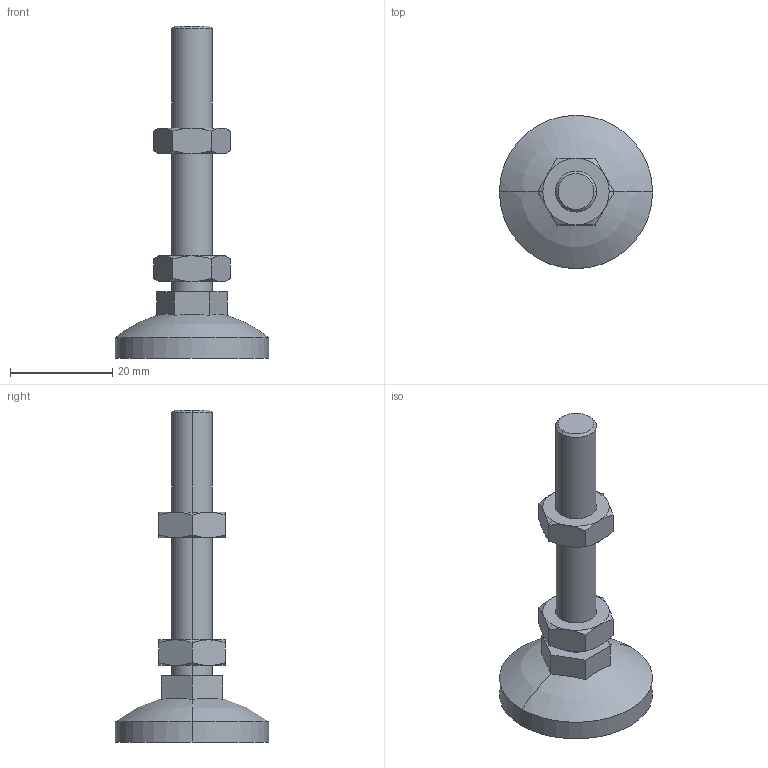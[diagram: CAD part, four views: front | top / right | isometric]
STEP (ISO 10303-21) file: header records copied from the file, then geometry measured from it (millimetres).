
FILE_DESCRIPTION(('STEP AP214'),'1');
FILE_NAME('cctmp_99F3E7CA-72D4-423D-A855-9D6DCF77C216_2020_1_9_16_24_7_322..stp','2020-01-09T15:24:07',('Bosch Rexroth AG'),('CADClick - www.CADClick.com'),'Spatial InterOp 3D',' ','unknown authorization - (Healing Option Enabled)');
FILE_SCHEMA(('AUTOMOTIVE_DESIGN'));
Length unit declared in the file: millimetre
Products named in the file (1): 2020_01_09__16-24-07-322
Bounding box: 30 x 30 x 65 mm (x, y, z)
Volume: 7998.9 mm3; surface area: 4556 mm2
Topology: 1 solids, 1 shells, 83 faces, 176 edges, 102 vertices
Faces by surface type: cone 34, plane 27, cylinder 16, sphere 6
Entity records: 3110 total; most frequent: CARTESIAN_POINT 698, DIRECTION 362, ORIENTED_EDGE 352, EDGE_CURVE 176, AXIS2_PLACEMENT_3D 156, VERTEX_POINT 102, EDGE_LOOP 90, STYLED_ITEM 84
